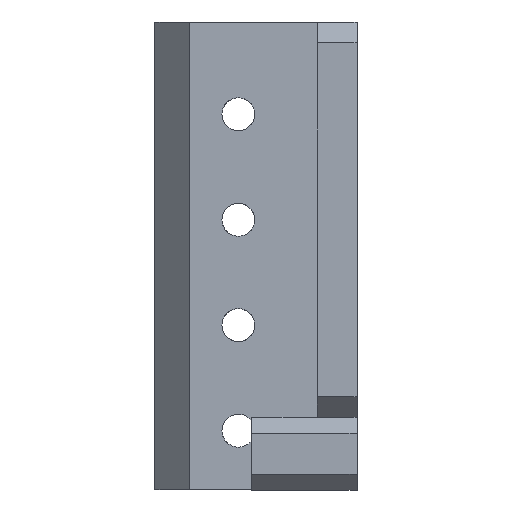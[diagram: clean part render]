
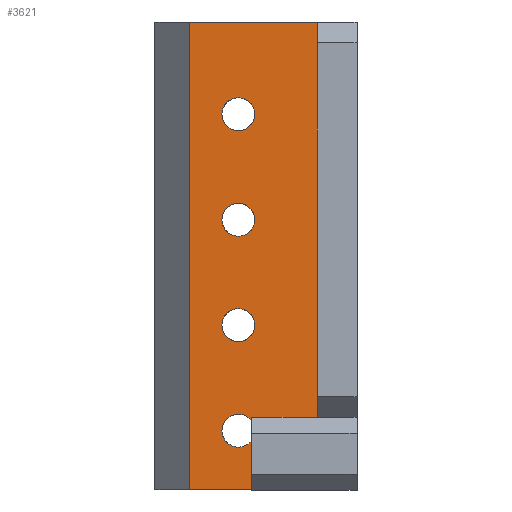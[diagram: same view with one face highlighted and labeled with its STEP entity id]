
A CAD part, front view. The second image highlights one B-rep face of the part: STEP entity #3621.
In plain terms, the highlighted planar face has unit normal (0, -1, 0).
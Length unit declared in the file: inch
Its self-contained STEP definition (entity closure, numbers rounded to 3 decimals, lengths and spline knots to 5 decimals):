
#10 = CARTESIAN_POINT ( 'NONE',  ( -0.5625, -0.5625, 1.125 ) ) ;
#15 = VERTEX_POINT ( 'NONE', #1964 ) ;
#47 = CARTESIAN_POINT ( 'NONE',  ( 0., -0.5625, 0.8125 ) ) ;
#57 = CARTESIAN_POINT ( 'NONE',  ( 0., -0.5625, 0.3125 ) ) ;
#61 = CARTESIAN_POINT ( 'NONE',  ( -0.233, -0.5625, 1.75 ) ) ;
#67 = CIRCLE ( 'NONE', #3019, 0.07813 ) ;
#155 = CIRCLE ( 'NONE', #1950, 0.07813 ) ;
#158 = CARTESIAN_POINT ( 'NONE',  ( -0.233, -0.5625, 1.75 ) ) ;
#160 = AXIS2_PLACEMENT_3D ( 'NONE', #47, #1188, #3224 ) ;
#164 = EDGE_CURVE ( 'NONE', #1673, #2689, #1783, .T. ) ;
#165 = FACE_BOUND ( 'NONE', #855, .T. ) ;
#180 = AXIS2_PLACEMENT_3D ( 'NONE', #3040, #2131, #1563 ) ;
#195 = ORIENTED_EDGE ( 'NONE', *, *, #3558, .T. ) ;
#204 = DIRECTION ( 'NONE',  ( 0., 0., -1. ) ) ;
#232 = CARTESIAN_POINT ( 'NONE',  ( 0., -0.5625, -0.46875 ) ) ;
#250 = VERTEX_POINT ( 'NONE', #3085 ) ;
#251 = VERTEX_POINT ( 'NONE', #750 ) ;
#277 = CARTESIAN_POINT ( 'NONE',  ( 0.0625, -0.5625, 1.125 ) ) ;
#287 = CARTESIAN_POINT ( 'NONE',  ( 0.0625, -0.5625, -0.125 ) ) ;
#308 = VECTOR ( 'NONE', #2754, 39.37008 ) ;
#318 = DIRECTION ( 'NONE',  ( 0., 0., 1. ) ) ;
#321 = VERTEX_POINT ( 'NONE', #158 ) ;
#346 = VERTEX_POINT ( 'NONE', #514 ) ;
#362 = DIRECTION ( 'NONE',  ( 0., 0., 1. ) ) ;
#369 = VECTOR ( 'NONE', #204, 39.37008 ) ;
#400 = CARTESIAN_POINT ( 'NONE',  ( 0., -0.5625, -0.26562 ) ) ;
#495 = EDGE_CURVE ( 'NONE', #321, #2987, #2652, .T. ) ;
#514 = CARTESIAN_POINT ( 'NONE',  ( 0.0625, -0.5625, -0.46875 ) ) ;
#567 = VECTOR ( 'NONE', #1487, 39.37008 ) ;
#598 = CARTESIAN_POINT ( 'NONE',  ( 0.0625, -0.5625, 1.125 ) ) ;
#601 = VERTEX_POINT ( 'NONE', #675 ) ;
#610 = CARTESIAN_POINT ( 'NONE',  ( 0., -0.5625, 0.73438 ) ) ;
#636 = DIRECTION ( 'NONE',  ( 0., 1., 0. ) ) ;
#642 = CIRCLE ( 'NONE', #2573, 0.07813 ) ;
#675 = CARTESIAN_POINT ( 'NONE',  ( 0., -0.5625, -0.10937 ) ) ;
#676 = CARTESIAN_POINT ( 'NONE',  ( 0., -0.5625, 0.3125 ) ) ;
#690 = LINE ( 'NONE', #1617, #2791 ) ;
#714 = EDGE_CURVE ( 'NONE', #2987, #3466, #3363, .T. ) ;
#741 = DIRECTION ( 'NONE',  ( 0., 1., 0. ) ) ;
#749 = CARTESIAN_POINT ( 'NONE',  ( 0.375, -0.5625, 1.75 ) ) ;
#750 = CARTESIAN_POINT ( 'NONE',  ( -0.233, -0.5625, -0.46875 ) ) ;
#760 = VECTOR ( 'NONE', #1793, 39.37008 ) ;
#798 = CARTESIAN_POINT ( 'NONE',  ( 0., -0.5625, 1.39063 ) ) ;
#849 = CARTESIAN_POINT ( 'NONE',  ( 0., -0.5625, 1.3125 ) ) ;
#855 = EDGE_LOOP ( 'NONE', ( #2226, #2003 ) ) ;
#875 = EDGE_CURVE ( 'NONE', #15, #2106, #155, .T. ) ;
#961 = EDGE_CURVE ( 'NONE', #3479, #1679, #1290, .T. ) ;
#964 = CARTESIAN_POINT ( 'NONE',  ( 0., -0.5625, 0.8125 ) ) ;
#981 = DIRECTION ( 'NONE',  ( 0., 1., 0. ) ) ;
#1088 = FACE_BOUND ( 'NONE', #2398, .T. ) ;
#1101 = EDGE_CURVE ( 'NONE', #3466, #3092, #690, .T. ) ;
#1123 = ORIENTED_EDGE ( 'NONE', *, *, #961, .T. ) ;
#1188 = DIRECTION ( 'NONE',  ( 0., 1., 0. ) ) ;
#1197 = CARTESIAN_POINT ( 'NONE',  ( 0.0625, -0.5625, -0.23437 ) ) ;
#1211 = DIRECTION ( 'NONE',  ( 0., 0., -1. ) ) ;
#1290 = CIRCLE ( 'NONE', #2489, 0.07813 ) ;
#1329 = ORIENTED_EDGE ( 'NONE', *, *, #3168, .T. ) ;
#1356 = ORIENTED_EDGE ( 'NONE', *, *, #1409, .F. ) ;
#1368 = VECTOR ( 'NONE', #1211, 39.37008 ) ;
#1379 = PLANE ( 'NONE',  #2896 ) ;
#1388 = ORIENTED_EDGE ( 'NONE', *, *, #495, .F. ) ;
#1409 = EDGE_CURVE ( 'NONE', #3092, #3729, #1767, .T. ) ;
#1428 = CARTESIAN_POINT ( 'NONE',  ( 0., -0.5625, -0.1875 ) ) ;
#1486 = DIRECTION ( 'NONE',  ( 0., 1., 0. ) ) ;
#1487 = DIRECTION ( 'NONE',  ( 0., 0., -1. ) ) ;
#1500 = EDGE_CURVE ( 'NONE', #2689, #1673, #67, .T. ) ;
#1555 = ORIENTED_EDGE ( 'NONE', *, *, #2639, .T. ) ;
#1563 = DIRECTION ( 'NONE',  ( -1., 0., 0. ) ) ;
#1598 = FACE_OUTER_BOUND ( 'NONE', #3163, .T. ) ;
#1617 = CARTESIAN_POINT ( 'NONE',  ( 0.375, -0.5625, -0.125 ) ) ;
#1642 = EDGE_CURVE ( 'NONE', #2106, #15, #3687, .T. ) ;
#1673 = VERTEX_POINT ( 'NONE', #610 ) ;
#1679 = VERTEX_POINT ( 'NONE', #400 ) ;
#1754 = DIRECTION ( 'NONE',  ( 0., 0., 1. ) ) ;
#1767 = LINE ( 'NONE', #277, #1368 ) ;
#1772 = LINE ( 'NONE', #598, #3531 ) ;
#1783 = CIRCLE ( 'NONE', #160, 0.07813 ) ;
#1793 = DIRECTION ( 'NONE',  ( 1., 0., 0. ) ) ;
#1799 = DIRECTION ( 'NONE',  ( 0., 0., 1. ) ) ;
#1854 = ORIENTED_EDGE ( 'NONE', *, *, #2058, .F. ) ;
#1874 = CARTESIAN_POINT ( 'NONE',  ( 0., -0.5625, 0.89063 ) ) ;
#1950 = AXIS2_PLACEMENT_3D ( 'NONE', #57, #1486, #1754 ) ;
#1953 = CARTESIAN_POINT ( 'NONE',  ( 0.375, -0.5625, 1.82583 ) ) ;
#1964 = CARTESIAN_POINT ( 'NONE',  ( 0., -0.5625, 0.39063 ) ) ;
#1998 = ORIENTED_EDGE ( 'NONE', *, *, #164, .T. ) ;
#2003 = ORIENTED_EDGE ( 'NONE', *, *, #1642, .T. ) ;
#2058 = EDGE_CURVE ( 'NONE', #3479, #346, #1772, .T. ) ;
#2075 = DIRECTION ( 'NONE',  ( 0., 1., 0. ) ) ;
#2084 = EDGE_CURVE ( 'NONE', #321, #251, #3255, .T. ) ;
#2106 = VERTEX_POINT ( 'NONE', #3273 ) ;
#2131 = DIRECTION ( 'NONE',  ( 0., 1., 0. ) ) ;
#2226 = ORIENTED_EDGE ( 'NONE', *, *, #875, .T. ) ;
#2249 = LINE ( 'NONE', #232, #308 ) ;
#2344 = ORIENTED_EDGE ( 'NONE', *, *, #1500, .T. ) ;
#2355 = AXIS2_PLACEMENT_3D ( 'NONE', #3523, #2075, #362 ) ;
#2394 = DIRECTION ( 'NONE',  ( -1., 0., 0. ) ) ;
#2398 = EDGE_LOOP ( 'NONE', ( #2344, #1998 ) ) ;
#2489 = AXIS2_PLACEMENT_3D ( 'NONE', #3215, #636, #2665 ) ;
#2522 = ORIENTED_EDGE ( 'NONE', *, *, #1101, .F. ) ;
#2534 = AXIS2_PLACEMENT_3D ( 'NONE', #676, #2855, #2916 ) ;
#2573 = AXIS2_PLACEMENT_3D ( 'NONE', #849, #3169, #318 ) ;
#2606 = DIRECTION ( 'NONE',  ( 0., 1., 0. ) ) ;
#2628 = CARTESIAN_POINT ( 'NONE',  ( -0.233, -0.5625, 1.62504 ) ) ;
#2639 = EDGE_CURVE ( 'NONE', #250, #3343, #642, .T. ) ;
#2645 = CARTESIAN_POINT ( 'NONE',  ( 0.375, -0.5625, -0.125 ) ) ;
#2652 = LINE ( 'NONE', #61, #760 ) ;
#2665 = DIRECTION ( 'NONE',  ( -1., 0., 0. ) ) ;
#2666 = DIRECTION ( 'NONE',  ( 0., 0., -1. ) ) ;
#2689 = VERTEX_POINT ( 'NONE', #1874 ) ;
#2726 = EDGE_LOOP ( 'NONE', ( #1329, #1555 ) ) ;
#2754 = DIRECTION ( 'NONE',  ( -1., 0., 0. ) ) ;
#2791 = VECTOR ( 'NONE', #2394, 39.37008 ) ;
#2817 = FACE_BOUND ( 'NONE', #2726, .T. ) ;
#2830 = CIRCLE ( 'NONE', #3749, 0.07813 ) ;
#2838 = CARTESIAN_POINT ( 'NONE',  ( 0.0625, -0.5625, -0.14063 ) ) ;
#2855 = DIRECTION ( 'NONE',  ( 0., 1., 0. ) ) ;
#2856 = ORIENTED_EDGE ( 'NONE', *, *, #2084, .T. ) ;
#2896 = AXIS2_PLACEMENT_3D ( 'NONE', #10, #741, #3739 ) ;
#2916 = DIRECTION ( 'NONE',  ( 0., 0., 1. ) ) ;
#2942 = DIRECTION ( 'NONE',  ( -1., 0., 0. ) ) ;
#2987 = VERTEX_POINT ( 'NONE', #749 ) ;
#3019 = AXIS2_PLACEMENT_3D ( 'NONE', #964, #981, #1799 ) ;
#3040 = CARTESIAN_POINT ( 'NONE',  ( 0., -0.5625, -0.1875 ) ) ;
#3085 = CARTESIAN_POINT ( 'NONE',  ( 0., -0.5625, 1.23438 ) ) ;
#3092 = VERTEX_POINT ( 'NONE', #287 ) ;
#3163 = EDGE_LOOP ( 'NONE', ( #1356, #2522, #3698, #1388, #2856, #3532, #1854, #1123, #195, #3225 ) ) ;
#3168 = EDGE_CURVE ( 'NONE', #3343, #250, #3327, .T. ) ;
#3169 = DIRECTION ( 'NONE',  ( 0., 1., 0. ) ) ;
#3215 = CARTESIAN_POINT ( 'NONE',  ( 0., -0.5625, -0.1875 ) ) ;
#3224 = DIRECTION ( 'NONE',  ( 0., 0., 1. ) ) ;
#3225 = ORIENTED_EDGE ( 'NONE', *, *, #3289, .T. ) ;
#3255 = LINE ( 'NONE', #2628, #567 ) ;
#3273 = CARTESIAN_POINT ( 'NONE',  ( 0., -0.5625, 0.23438 ) ) ;
#3289 = EDGE_CURVE ( 'NONE', #601, #3729, #3628, .T. ) ;
#3327 = CIRCLE ( 'NONE', #2355, 0.07813 ) ;
#3343 = VERTEX_POINT ( 'NONE', #798 ) ;
#3363 = LINE ( 'NONE', #1953, #369 ) ;
#3466 = VERTEX_POINT ( 'NONE', #2645 ) ;
#3479 = VERTEX_POINT ( 'NONE', #1197 ) ;
#3523 = CARTESIAN_POINT ( 'NONE',  ( 0., -0.5625, 1.3125 ) ) ;
#3531 = VECTOR ( 'NONE', #2666, 39.37008 ) ;
#3532 = ORIENTED_EDGE ( 'NONE', *, *, #3659, .F. ) ;
#3558 = EDGE_CURVE ( 'NONE', #1679, #601, #2830, .T. ) ;
#3621 = ADVANCED_FACE ( 'NONE', ( #165, #2817, #1088, #1598 ), #1379, .F. ) ;
#3628 = CIRCLE ( 'NONE', #180, 0.07813 ) ;
#3659 = EDGE_CURVE ( 'NONE', #346, #251, #2249, .T. ) ;
#3687 = CIRCLE ( 'NONE', #2534, 0.07813 ) ;
#3698 = ORIENTED_EDGE ( 'NONE', *, *, #714, .F. ) ;
#3729 = VERTEX_POINT ( 'NONE', #2838 ) ;
#3739 = DIRECTION ( 'NONE',  ( -1., 0., 0. ) ) ;
#3749 = AXIS2_PLACEMENT_3D ( 'NONE', #1428, #2606, #2942 ) ;
